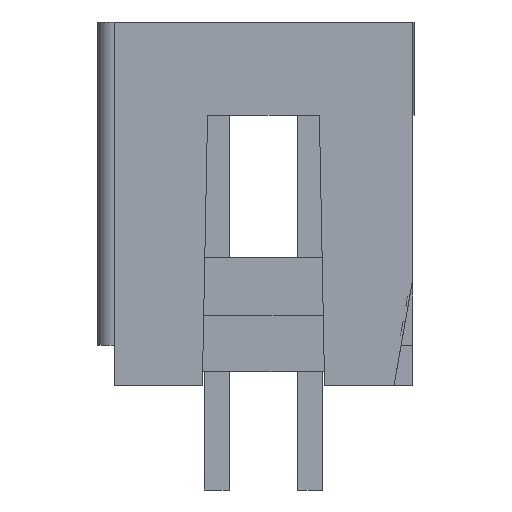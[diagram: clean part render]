
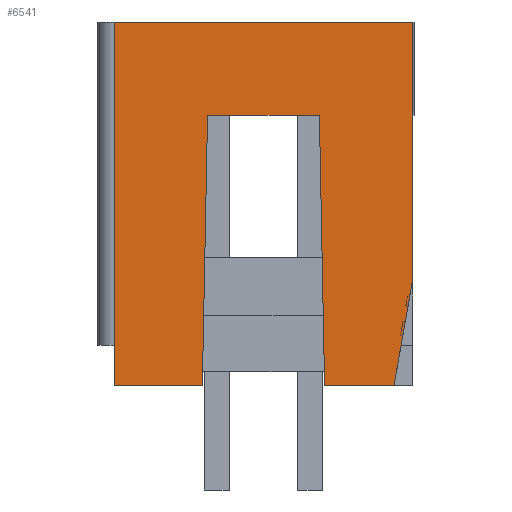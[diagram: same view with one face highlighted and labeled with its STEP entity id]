
A CAD part, left-side view. The second image highlights one B-rep face of the part: STEP entity #6541.
In plain terms, the highlighted planar face has unit normal (-1, 0, 0).
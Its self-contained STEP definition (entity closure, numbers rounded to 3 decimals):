
#5735=CARTESIAN_POINT('',(-25.248,4.064,9.911));
#5736=VERTEX_POINT('',#5735);
#5743=CARTESIAN_POINT('',(-25.248,-4.064,9.911));
#5744=VERTEX_POINT('',#5743);
#5745=CARTESIAN_POINT('',(-25.248,4.064,9.911));
#5746=DIRECTION('',(0.0,-1.0,0.0));
#5747=VECTOR('',#5746,8.128);
#5748=LINE('',#5745,#5747);
#5749=EDGE_CURVE('',#5736,#5744,#5748,.T.);
#5845=CARTESIAN_POINT('',(-25.248,-1.524,7.371));
#5846=VERTEX_POINT('',#5845);
#5853=CARTESIAN_POINT('',(-25.248,1.524,7.371));
#5854=VERTEX_POINT('',#5853);
#5855=CARTESIAN_POINT('',(-25.248,1.524,7.371));
#5856=DIRECTION('',(0.0,-1.0,0.0));
#5857=VECTOR('',#5856,3.048);
#5858=LINE('',#5855,#5857);
#5859=EDGE_CURVE('',#5854,#5846,#5858,.T.);
#6230=CARTESIAN_POINT('',(-25.248,-1.665,0.005));
#6231=VERTEX_POINT('',#6230);
#6238=CARTESIAN_POINT('',(-25.248,-1.665,0.005));
#6239=DIRECTION('',(0.0,0.019,1.));
#6240=VECTOR('',#6239,7.367);
#6241=LINE('',#6238,#6240);
#6242=EDGE_CURVE('',#6231,#5846,#6241,.T.);
#6351=CARTESIAN_POINT('',(-25.248,1.665,0.005));
#6352=VERTEX_POINT('',#6351);
#6353=CARTESIAN_POINT('',(-25.248,1.665,0.005));
#6354=DIRECTION('',(0.0,-0.019,1.));
#6355=VECTOR('',#6354,7.367);
#6356=LINE('',#6353,#6355);
#6357=EDGE_CURVE('',#6352,#5854,#6356,.T.);
#6494=CARTESIAN_POINT('',(-25.248,4.47,-0.49));
#6495=DIRECTION('',(-1.0,0.0,0.0));
#6496=DIRECTION('',(0.0,0.0,1.0));
#6497=AXIS2_PLACEMENT_3D('',#6494,#6495,#6496);
#6498=PLANE('',#6497);
#6499=ORIENTED_EDGE('',*,*,#6242,.F.);
#6500=CARTESIAN_POINT('',(-25.248,-3.556,0.005));
#6501=VERTEX_POINT('',#6500);
#6502=CARTESIAN_POINT('',(-25.248,-1.665,0.005));
#6503=DIRECTION('',(0.0,-1.0,0.0));
#6504=VECTOR('',#6503,1.891);
#6505=LINE('',#6502,#6504);
#6506=EDGE_CURVE('',#6231,#6501,#6505,.T.);
#6507=ORIENTED_EDGE('',*,*,#6506,.T.);
#6508=CARTESIAN_POINT('',(-25.248,-4.064,2.886));
#6509=VERTEX_POINT('',#6508);
#6510=CARTESIAN_POINT('',(-25.248,-4.064,2.886));
#6511=DIRECTION('',(0.0,0.174,-0.985));
#6512=VECTOR('',#6511,2.925);
#6513=LINE('',#6510,#6512);
#6514=EDGE_CURVE('',#6509,#6501,#6513,.T.);
#6515=ORIENTED_EDGE('',*,*,#6514,.F.);
#6516=CARTESIAN_POINT('',(-25.248,-4.064,2.886));
#6517=DIRECTION('',(0.0,0.0,1.0));
#6518=VECTOR('',#6517,7.025);
#6519=LINE('',#6516,#6518);
#6520=EDGE_CURVE('',#6509,#5744,#6519,.T.);
#6521=ORIENTED_EDGE('',*,*,#6520,.T.);
#6522=ORIENTED_EDGE('',*,*,#5749,.F.);
#6523=CARTESIAN_POINT('',(-25.248,4.064,0.005));
#6524=VERTEX_POINT('',#6523);
#6525=CARTESIAN_POINT('',(-25.248,4.064,9.911));
#6526=DIRECTION('',(0.0,0.0,-1.0));
#6527=VECTOR('',#6526,9.906);
#6528=LINE('',#6525,#6527);
#6529=EDGE_CURVE('',#5736,#6524,#6528,.T.);
#6530=ORIENTED_EDGE('',*,*,#6529,.T.);
#6531=CARTESIAN_POINT('',(-25.248,4.064,0.005));
#6532=DIRECTION('',(0.0,-1.0,0.0));
#6533=VECTOR('',#6532,2.399);
#6534=LINE('',#6531,#6533);
#6535=EDGE_CURVE('',#6524,#6352,#6534,.T.);
#6536=ORIENTED_EDGE('',*,*,#6535,.T.);
#6537=ORIENTED_EDGE('',*,*,#6357,.T.);
#6538=ORIENTED_EDGE('',*,*,#5859,.T.);
#6539=EDGE_LOOP('',(#6499,#6507,#6515,#6521,#6522,#6530,#6536,#6537,#6538));
#6540=FACE_OUTER_BOUND('',#6539,.T.);
#6541=ADVANCED_FACE('',(#6540),#6498,.T.);
